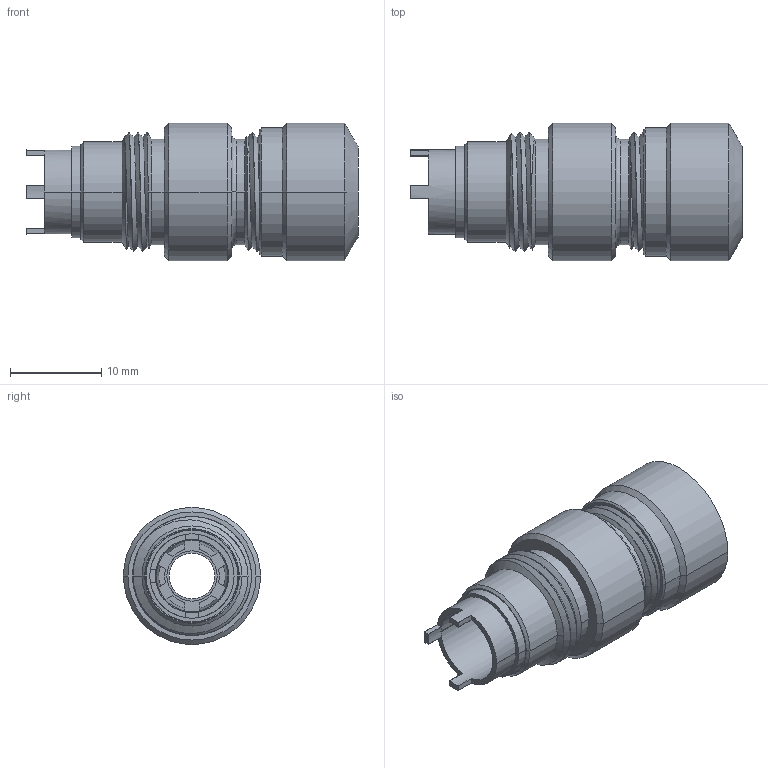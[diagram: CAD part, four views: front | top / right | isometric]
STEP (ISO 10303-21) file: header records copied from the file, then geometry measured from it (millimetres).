
FILE_DESCRIPTION((''),'2;1');
FILE_NAME('13300PEM_ASM','2014-03-06T',('dietmarkarcher'),('NET'),'PRO/ENGINEER BY PARAMETRIC TECHNOLOGY CORPORATION, 2010280','PRO/ENGINEER BY PARAMETRIC TECHNOLOGY CORPORATION, 2010280','');
FILE_SCHEMA(('AUTOMOTIVE_DESIGN_CC2 { 1 2 10303 214 -1 1 5 2 }'));
Length unit declared in the file: millimetre
Products named in the file (9): 3300_0360_XXX; 3300_0340_XXX; 3308_0240_XXX; 3300_0370_XXX; 3300_0330_000; 550800_002_XX; 506549_001_XX; 3300_0320_000; 13300PEM_ASM
Assembly tree (8 placements, depth 2):
  13300PEM_ASM
    3300_0360_XXX
    3300_0340_XXX
    3308_0240_XXX
    3300_0370_XXX
    3300_0330_000
    550800_002_XX
    506549_001_XX
    3300_0320_000
Bounding box: 36.31 x 15 x 15 mm (x, y, z)
Volume: 3606.7 mm3; surface area: 6656.3 mm2
Topology: 8 solids, 8 shells, 307 faces, 801 edges, 516 vertices
Faces by surface type: cylinder 108, plane 104, cone 72, bspline 13, torus 10
Entity records: 15544 total; most frequent: CARTESIAN_POINT 6219, ORIENTED_EDGE 1602, DIRECTION 1545, EDGE_CURVE 801, AXIS2_PLACEMENT_3D 612, PRESENTATION_STYLE_ASSIGNMENT 560, STYLED_ITEM 560, CURVE_STYLE 557
